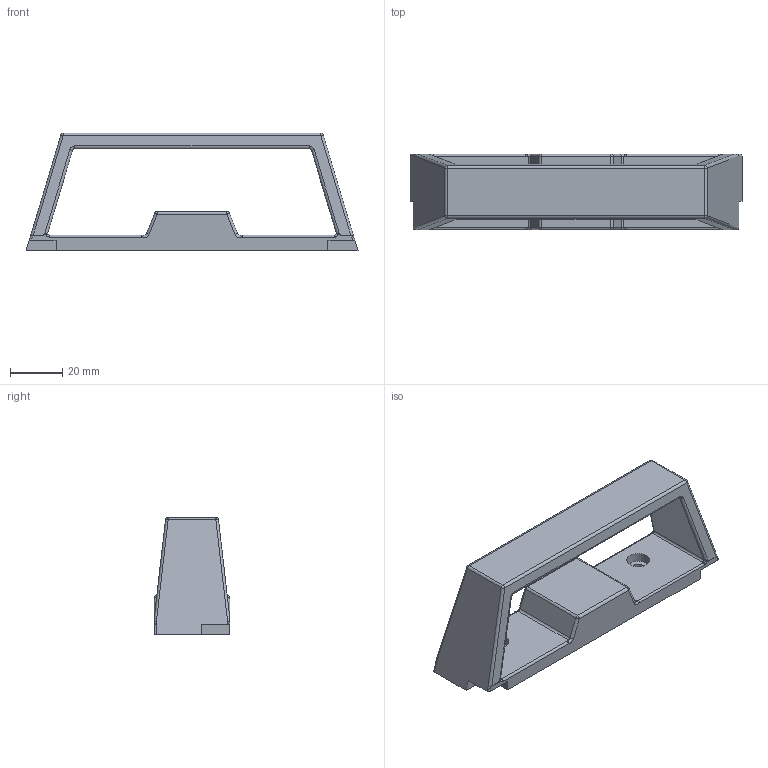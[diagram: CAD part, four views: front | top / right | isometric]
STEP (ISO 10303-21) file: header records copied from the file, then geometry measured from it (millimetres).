
FILE_DESCRIPTION(/* description */ ('Unknown'),/* implementation_level */ '2;1');
FILE_NAME(/* name */ 'ARAIL-MD-1218-5',/* time_stamp */ '2022-09-26T11:55:58-04:00',/* author */ ('Unknown'),/* organization */ ('Unknown'),/* preprocessor_version */ 'ST-DEVELOPER v18.1',/* originating_system */ 'Solid Edge',/* authorisation */ 'Unknown');
FILE_SCHEMA (('AUTOMOTIVE_DESIGN {1 0 10303 214 3 1 1}'));
Length unit declared in the file: millimetre
Products named in the file (1): ARAIL-MD-1218-5
Bounding box: 127 x 29 x 45 mm (x, y, z)
Volume: 47588.7 mm3; surface area: 20144.1 mm2
Topology: 1 solids, 1 shells, 111 faces, 274 edges, 156 vertices
Faces by surface type: cylinder 46, plane 33, bspline 20, sphere 8, torus 4
Full cylindrical faces by diameter (mm): 4 x2, 4.572 x2, 8.733 x2
Entity records: 3494 total; most frequent: CARTESIAN_POINT 1022, DIRECTION 510, ORIENTED_EDGE 504, EDGE_CURVE 252, AXIS2_PLACEMENT_3D 196, VERTEX_POINT 152, EDGE_LOOP 126, FACE_BOUND 126
